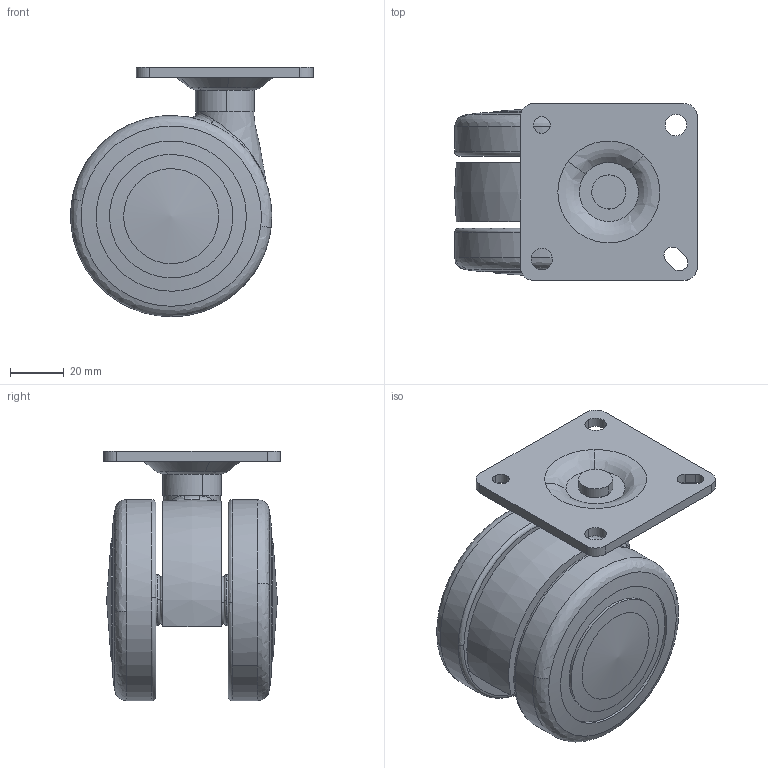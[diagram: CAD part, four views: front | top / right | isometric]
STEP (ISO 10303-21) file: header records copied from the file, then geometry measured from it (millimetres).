
FILE_DESCRIPTION((''),'2;1');
FILE_NAME('','2006-10-31T08:39:58',(''),(''),'','CADfix','');
FILE_SCHEMA(('AUTOMOTIVE_DESIGN'));
Length unit declared in the file: millimetre
Products named in the file (6): wheel_mr; wheel; mounting plate; main shaft; body; TY75_5511_36
Assembly tree (5 placements, depth 2):
  TY75_5511_36
    wheel_mr
    wheel
    mounting plate
    main shaft
    body
Bounding box: 90.5 x 66 x 93 mm (x, y, z)
Volume: 201744.9 mm3; surface area: 58102.9 mm2
Topology: 5 solids, 5 shells, 132 faces, 436 edges, 333 vertices
Faces by surface type: bspline 132
Entity records: 6725 total; most frequent: CARTESIAN_POINT 4319, ORIENTED_EDGE 872, EDGE_CURVE 436, VERTEX_POINT 333, EDGE_LOOP 167, FACE_OUTER_BOUND 132, ADVANCED_FACE 132, QUASI_UNIFORM_CURVE 92
